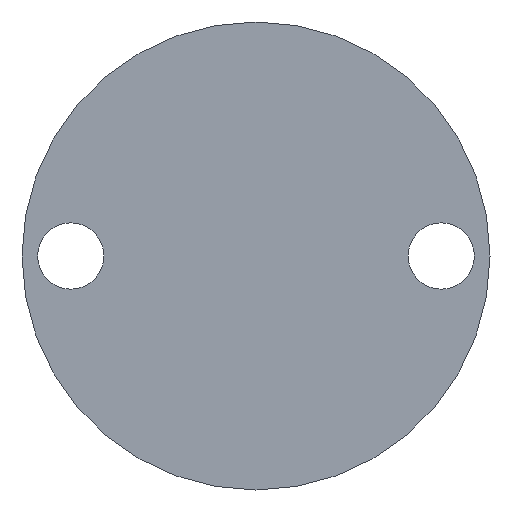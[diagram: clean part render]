
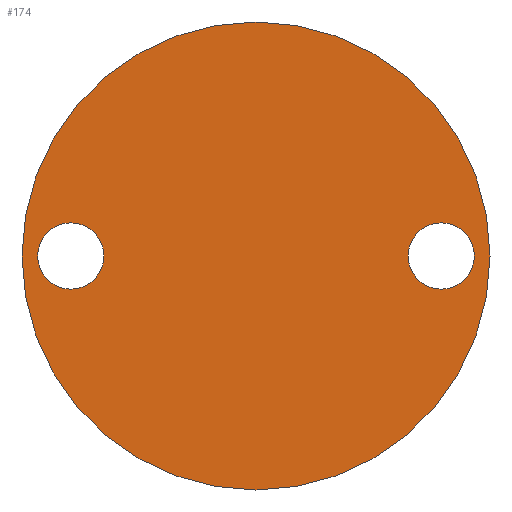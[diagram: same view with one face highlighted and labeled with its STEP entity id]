
A CAD part, front view. The second image highlights one B-rep face of the part: STEP entity #174.
In plain terms, the highlighted planar face has unit normal (0, -1, 0).
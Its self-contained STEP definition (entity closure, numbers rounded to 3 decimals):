
#19 = AXIS2_PLACEMENT_3D ( 'NONE', #861, #1505, #390 ) ;
#29 = ORIENTED_EDGE ( 'NONE', *, *, #1016, .T. ) ;
#101 = DIRECTION ( 'NONE',  ( -1., 0., 0. ) ) ;
#117 = CIRCLE ( 'NONE', #1999, 30. ) ;
#146 = PLANE ( 'NONE',  #794 ) ;
#168 = DIRECTION ( 'NONE',  ( -1., 0., 0. ) ) ;
#174 = ADVANCED_FACE ( 'NONE', ( #478, #1548, #1105 ), #146, .F. ) ;
#233 = EDGE_LOOP ( 'NONE', ( #421, #898 ) ) ;
#251 = EDGE_CURVE ( 'NONE', #1133, #1883, #1449, .T. ) ;
#268 = CARTESIAN_POINT ( 'NONE',  ( -23.75, 0., 0. ) ) ;
#355 = CIRCLE ( 'NONE', #647, 4.25 ) ;
#390 = DIRECTION ( 'NONE',  ( -1., 0., 0. ) ) ;
#405 = DIRECTION ( 'NONE',  ( 0., 1., 0. ) ) ;
#407 = EDGE_LOOP ( 'NONE', ( #1332, #29 ) ) ;
#421 = ORIENTED_EDGE ( 'NONE', *, *, #1027, .T. ) ;
#478 = FACE_BOUND ( 'NONE', #233, .T. ) ;
#585 = CIRCLE ( 'NONE', #870, 30. ) ;
#628 = EDGE_CURVE ( 'NONE', #1701, #1754, #117, .T. ) ;
#647 = AXIS2_PLACEMENT_3D ( 'NONE', #1268, #1108, #1732 ) ;
#686 = CIRCLE ( 'NONE', #19, 4.25 ) ;
#696 = DIRECTION ( 'NONE',  ( -1., 0., 0. ) ) ;
#767 = CARTESIAN_POINT ( 'NONE',  ( -19.5, 0., 0. ) ) ;
#784 = ORIENTED_EDGE ( 'NONE', *, *, #628, .T. ) ;
#794 = AXIS2_PLACEMENT_3D ( 'NONE', #1727, #1084, #168 ) ;
#858 = AXIS2_PLACEMENT_3D ( 'NONE', #865, #405, #101 ) ;
#861 = CARTESIAN_POINT ( 'NONE',  ( 23.75, 0., 0. ) ) ;
#865 = CARTESIAN_POINT ( 'NONE',  ( -23.75, 0., 0. ) ) ;
#870 = AXIS2_PLACEMENT_3D ( 'NONE', #1445, #1891, #1755 ) ;
#896 = CARTESIAN_POINT ( 'NONE',  ( 0., 0., 0. ) ) ;
#898 = ORIENTED_EDGE ( 'NONE', *, *, #251, .T. ) ;
#953 = CARTESIAN_POINT ( 'NONE',  ( -30., 0., 0. ) ) ;
#963 = VERTEX_POINT ( 'NONE', #1039 ) ;
#968 = ORIENTED_EDGE ( 'NONE', *, *, #1670, .T. ) ;
#1016 = EDGE_CURVE ( 'NONE', #963, #1218, #686, .T. ) ;
#1027 = EDGE_CURVE ( 'NONE', #1883, #1133, #1413, .T. ) ;
#1039 = CARTESIAN_POINT ( 'NONE',  ( 28., 0., 0. ) ) ;
#1055 = AXIS2_PLACEMENT_3D ( 'NONE', #268, #1646, #696 ) ;
#1063 = EDGE_LOOP ( 'NONE', ( #968, #784 ) ) ;
#1084 = DIRECTION ( 'NONE',  ( 0., 1., 0. ) ) ;
#1105 = FACE_OUTER_BOUND ( 'NONE', #1063, .T. ) ;
#1108 = DIRECTION ( 'NONE',  ( 0., 1., 0. ) ) ;
#1133 = VERTEX_POINT ( 'NONE', #767 ) ;
#1189 = DIRECTION ( 'NONE',  ( 1., 0., 0. ) ) ;
#1218 = VERTEX_POINT ( 'NONE', #1220 ) ;
#1220 = CARTESIAN_POINT ( 'NONE',  ( 19.5, 0., 0. ) ) ;
#1258 = CARTESIAN_POINT ( 'NONE',  ( -28., 0., 0. ) ) ;
#1268 = CARTESIAN_POINT ( 'NONE',  ( 23.75, 0., 0. ) ) ;
#1332 = ORIENTED_EDGE ( 'NONE', *, *, #1970, .T. ) ;
#1413 = CIRCLE ( 'NONE', #1055, 4.25 ) ;
#1445 = CARTESIAN_POINT ( 'NONE',  ( 0., 0., 0. ) ) ;
#1449 = CIRCLE ( 'NONE', #858, 4.25 ) ;
#1505 = DIRECTION ( 'NONE',  ( 0., 1., 0. ) ) ;
#1548 = FACE_BOUND ( 'NONE', #407, .T. ) ;
#1646 = DIRECTION ( 'NONE',  ( 0., 1., 0. ) ) ;
#1670 = EDGE_CURVE ( 'NONE', #1754, #1701, #585, .T. ) ;
#1691 = CARTESIAN_POINT ( 'NONE',  ( 30., 0., 0. ) ) ;
#1701 = VERTEX_POINT ( 'NONE', #953 ) ;
#1727 = CARTESIAN_POINT ( 'NONE',  ( 0., 0., 0. ) ) ;
#1732 = DIRECTION ( 'NONE',  ( -1., 0., 0. ) ) ;
#1754 = VERTEX_POINT ( 'NONE', #1691 ) ;
#1755 = DIRECTION ( 'NONE',  ( 1., 0., 0. ) ) ;
#1792 = DIRECTION ( 'NONE',  ( 0., -1., 0. ) ) ;
#1883 = VERTEX_POINT ( 'NONE', #1258 ) ;
#1891 = DIRECTION ( 'NONE',  ( 0., -1., 0. ) ) ;
#1970 = EDGE_CURVE ( 'NONE', #1218, #963, #355, .T. ) ;
#1999 = AXIS2_PLACEMENT_3D ( 'NONE', #896, #1792, #1189 ) ;
